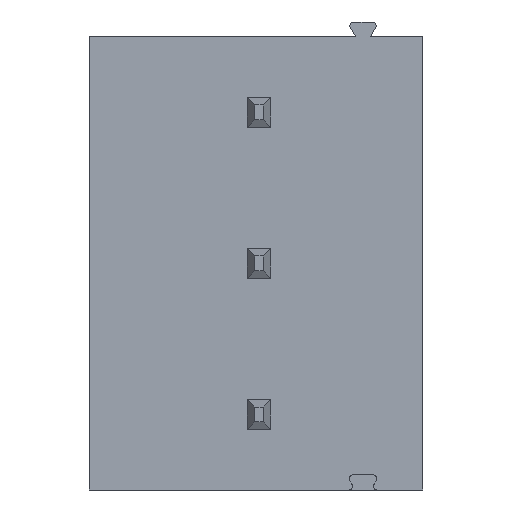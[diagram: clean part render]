
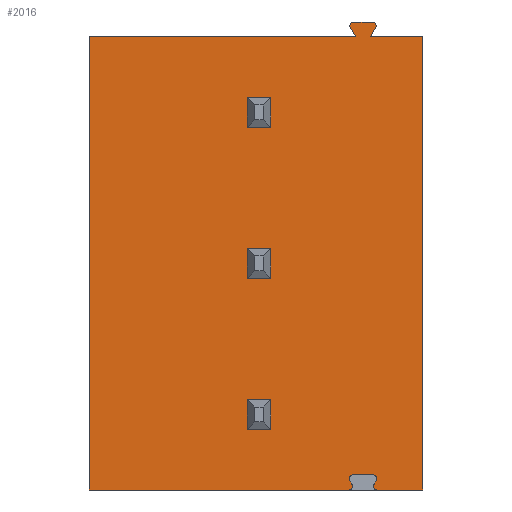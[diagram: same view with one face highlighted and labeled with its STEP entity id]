
A CAD part, front view. The second image highlights one B-rep face of the part: STEP entity #2016.
In plain terms, the highlighted planar face has unit normal (0, -1, 0).
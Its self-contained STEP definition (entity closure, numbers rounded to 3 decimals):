
#21=DIRECTION('',(1.,0.,0.));
#22=VECTOR('',#21,1.515);
#23=CARTESIAN_POINT('',(4.082,-9.,-12.7));
#24=LINE('',#23,#22);
#58=DIRECTION('',(1.,0.,0.));
#59=VECTOR('',#58,8.715);
#60=CARTESIAN_POINT('',(-5.603,-9.,-12.7));
#61=LINE('',#60,#59);
#102=DIRECTION('',(0.5,0.,-0.866));
#103=VECTOR('',#102,0.139);
#104=CARTESIAN_POINT('',(3.155,-9.,-12.385));
#105=LINE('',#104,#103);
#106=CARTESIAN_POINT('',(3.112,-9.,-12.57));
#107=DIRECTION('',(0.,-1.,0.));
#108=DIRECTION('',(0.,0.,-1.));
#109=AXIS2_PLACEMENT_3D('',#106,#107,#108);
#111=DIRECTION('',(0.,0.,1.));
#112=VECTOR('',#111,15.24);
#113=CARTESIAN_POINT('',(-5.603,-9.,-12.7));
#114=LINE('',#113,#112);
#115=DIRECTION('',(0.5,0.,-0.866));
#116=VECTOR('',#115,0.352);
#117=CARTESIAN_POINT('',(3.171,-9.,2.845));
#118=LINE('',#117,#116);
#119=CARTESIAN_POINT('',(3.283,-9.,2.91));
#120=DIRECTION('',(0.,-1.,0.));
#121=DIRECTION('',(0.,0.,1.));
#122=AXIS2_PLACEMENT_3D('',#119,#120,#121);
#124=DIRECTION('',(-1.,0.,0.));
#125=VECTOR('',#124,0.627);
#126=CARTESIAN_POINT('',(3.91,-9.,3.04));
#127=LINE('',#126,#125);
#128=CARTESIAN_POINT('',(3.91,-9.,2.91));
#129=DIRECTION('',(0.,-1.,0.));
#130=DIRECTION('',(0.866,0.,-0.5));
#131=AXIS2_PLACEMENT_3D('',#128,#129,#130);
#133=DIRECTION('',(0.5,0.,0.866));
#134=VECTOR('',#133,0.352);
#135=CARTESIAN_POINT('',(3.847,-9.,2.54));
#136=LINE('',#135,#134);
#137=CARTESIAN_POINT('',(4.082,-9.,-12.57));
#138=DIRECTION('',(0.,-1.,0.));
#139=DIRECTION('',(-0.866,0.,0.5));
#140=AXIS2_PLACEMENT_3D('',#137,#138,#139);
#142=DIRECTION('',(0.5,0.,0.866));
#143=VECTOR('',#142,0.139);
#144=CARTESIAN_POINT('',(3.969,-9.,-12.505));
#145=LINE('',#144,#143);
#146=CARTESIAN_POINT('',(3.926,-9.,-12.32));
#147=DIRECTION('',(0.,-1.,0.));
#148=DIRECTION('',(0.866,0.,-0.5));
#149=AXIS2_PLACEMENT_3D('',#146,#147,#148);
#151=DIRECTION('',(-1.,0.,0.));
#152=VECTOR('',#151,0.659);
#153=CARTESIAN_POINT('',(3.926,-9.,-12.19));
#154=LINE('',#153,#152);
#155=CARTESIAN_POINT('',(3.268,-9.,-12.32));
#156=DIRECTION('',(0.,-1.,0.));
#157=DIRECTION('',(0.,0.,1.));
#158=AXIS2_PLACEMENT_3D('',#155,#156,#157);
#160=DIRECTION('',(-1.,0.,0.));
#161=VECTOR('',#160,0.8);
#162=CARTESIAN_POINT('',(0.497,-9.,0.5));
#163=LINE('',#162,#161);
#164=DIRECTION('',(0.,0.,-1.));
#165=VECTOR('',#164,1.);
#166=CARTESIAN_POINT('',(-0.303,-9.,0.5));
#167=LINE('',#166,#165);
#168=DIRECTION('',(-1.,0.,0.));
#169=VECTOR('',#168,0.8);
#170=CARTESIAN_POINT('',(0.497,-9.,-0.5));
#171=LINE('',#170,#169);
#172=DIRECTION('',(0.,0.,-1.));
#173=VECTOR('',#172,1.);
#174=CARTESIAN_POINT('',(0.497,-9.,0.5));
#175=LINE('',#174,#173);
#176=DIRECTION('',(-1.,0.,0.));
#177=VECTOR('',#176,0.8);
#178=CARTESIAN_POINT('',(0.497,-9.,-4.58));
#179=LINE('',#178,#177);
#180=DIRECTION('',(0.,0.,-1.));
#181=VECTOR('',#180,1.);
#182=CARTESIAN_POINT('',(-0.303,-9.,-4.58));
#183=LINE('',#182,#181);
#184=DIRECTION('',(-1.,0.,0.));
#185=VECTOR('',#184,0.8);
#186=CARTESIAN_POINT('',(0.497,-9.,-5.58));
#187=LINE('',#186,#185);
#188=DIRECTION('',(0.,0.,-1.));
#189=VECTOR('',#188,1.);
#190=CARTESIAN_POINT('',(0.497,-9.,-4.58));
#191=LINE('',#190,#189);
#192=DIRECTION('',(-1.,0.,0.));
#193=VECTOR('',#192,0.8);
#194=CARTESIAN_POINT('',(0.497,-9.,-9.66));
#195=LINE('',#194,#193);
#196=DIRECTION('',(0.,0.,-1.));
#197=VECTOR('',#196,1.);
#198=CARTESIAN_POINT('',(-0.303,-9.,-9.66));
#199=LINE('',#198,#197);
#200=DIRECTION('',(-1.,0.,0.));
#201=VECTOR('',#200,0.8);
#202=CARTESIAN_POINT('',(0.497,-9.,-10.66));
#203=LINE('',#202,#201);
#204=DIRECTION('',(0.,0.,-1.));
#205=VECTOR('',#204,1.);
#206=CARTESIAN_POINT('',(0.497,-9.,-9.66));
#207=LINE('',#206,#205);
#306=DIRECTION('',(0.,0.,1.));
#307=VECTOR('',#306,15.24);
#308=CARTESIAN_POINT('',(5.597,-9.,-12.7));
#309=LINE('',#308,#307);
#366=DIRECTION('',(1.,0.,0.));
#367=VECTOR('',#366,8.95);
#368=CARTESIAN_POINT('',(-5.603,-9.,2.54));
#369=LINE('',#368,#367);
#403=DIRECTION('',(1.,0.,0.));
#404=VECTOR('',#403,1.75);
#405=CARTESIAN_POINT('',(3.847,-9.,2.54));
#406=LINE('',#405,#404);
#1475=CARTESIAN_POINT('',(5.597,-9.,-12.7));
#1477=VERTEX_POINT('',#1475);
#1491=CARTESIAN_POINT('',(-5.603,-9.,-12.7));
#1492=VERTEX_POINT('',#1491);
#1493=CARTESIAN_POINT('',(5.597,-9.,2.54));
#1495=VERTEX_POINT('',#1493);
#1509=CARTESIAN_POINT('',(-5.603,-9.,2.54));
#1510=VERTEX_POINT('',#1509);
#1531=CARTESIAN_POINT('',(3.91,-9.,3.04));
#1532=CARTESIAN_POINT('',(3.283,-9.,3.04));
#1533=VERTEX_POINT('',#1531);
#1534=VERTEX_POINT('',#1532);
#1535=CARTESIAN_POINT('',(3.171,-9.,2.845));
#1536=VERTEX_POINT('',#1535);
#1537=CARTESIAN_POINT('',(4.023,-9.,2.845));
#1538=VERTEX_POINT('',#1537);
#1551=CARTESIAN_POINT('',(3.347,-9.,2.54));
#1552=VERTEX_POINT('',#1551);
#1553=CARTESIAN_POINT('',(3.847,-9.,2.54));
#1554=VERTEX_POINT('',#1553);
#1571=CARTESIAN_POINT('',(3.112,-9.,-12.7));
#1572=VERTEX_POINT('',#1571);
#1573=CARTESIAN_POINT('',(4.082,-9.,-12.7));
#1574=VERTEX_POINT('',#1573);
#1575=CARTESIAN_POINT('',(3.155,-9.,-12.385));
#1576=CARTESIAN_POINT('',(3.224,-9.,-12.505));
#1577=VERTEX_POINT('',#1575);
#1578=VERTEX_POINT('',#1576);
#1579=CARTESIAN_POINT('',(3.969,-9.,-12.505));
#1580=VERTEX_POINT('',#1579);
#1581=CARTESIAN_POINT('',(4.039,-9.,-12.385));
#1582=VERTEX_POINT('',#1581);
#1583=CARTESIAN_POINT('',(3.926,-9.,-12.19));
#1584=VERTEX_POINT('',#1583);
#1585=CARTESIAN_POINT('',(3.268,-9.,-12.19));
#1586=VERTEX_POINT('',#1585);
#1615=CARTESIAN_POINT('',(0.497,-9.,0.5));
#1616=CARTESIAN_POINT('',(-0.303,-9.,0.5));
#1617=VERTEX_POINT('',#1615);
#1618=VERTEX_POINT('',#1616);
#1619=CARTESIAN_POINT('',(0.497,-9.,-0.5));
#1620=CARTESIAN_POINT('',(-0.303,-9.,-0.5));
#1621=VERTEX_POINT('',#1619);
#1622=VERTEX_POINT('',#1620);
#1719=CARTESIAN_POINT('',(0.497,-9.,-4.58));
#1720=VERTEX_POINT('',#1719);
#1721=CARTESIAN_POINT('',(-0.303,-9.,-4.58));
#1722=VERTEX_POINT('',#1721);
#1723=CARTESIAN_POINT('',(0.497,-9.,-5.58));
#1724=VERTEX_POINT('',#1723);
#1725=CARTESIAN_POINT('',(-0.303,-9.,-5.58));
#1726=VERTEX_POINT('',#1725);
#1795=CARTESIAN_POINT('',(0.497,-9.,-9.66));
#1796=VERTEX_POINT('',#1795);
#1797=CARTESIAN_POINT('',(-0.303,-9.,-9.66));
#1798=VERTEX_POINT('',#1797);
#1799=CARTESIAN_POINT('',(0.497,-9.,-10.66));
#1800=VERTEX_POINT('',#1799);
#1801=CARTESIAN_POINT('',(-0.303,-9.,-10.66));
#1802=VERTEX_POINT('',#1801);
#1946=CARTESIAN_POINT('',(-5.603,-9.,-12.7));
#1947=DIRECTION('',(0.,-1.,0.));
#1948=DIRECTION('',(1.,0.,0.));
#1949=AXIS2_PLACEMENT_3D('',#1946,#1947,#1948);
#1950=PLANE('',#1949);
#1952=ORIENTED_EDGE('',*,*,#1951,.T.);
#1953=ORIENTED_EDGE('',*,*,#1938,.F.);
#1954=ORIENTED_EDGE('',*,*,#1902,.F.);
#1956=ORIENTED_EDGE('',*,*,#1955,.T.);
#1958=ORIENTED_EDGE('',*,*,#1957,.T.);
#1960=ORIENTED_EDGE('',*,*,#1959,.F.);
#1962=ORIENTED_EDGE('',*,*,#1961,.F.);
#1964=ORIENTED_EDGE('',*,*,#1963,.F.);
#1966=ORIENTED_EDGE('',*,*,#1965,.F.);
#1968=ORIENTED_EDGE('',*,*,#1967,.F.);
#1970=ORIENTED_EDGE('',*,*,#1969,.T.);
#1972=ORIENTED_EDGE('',*,*,#1971,.F.);
#1973=ORIENTED_EDGE('',*,*,#1884,.F.);
#1975=ORIENTED_EDGE('',*,*,#1974,.F.);
#1977=ORIENTED_EDGE('',*,*,#1976,.T.);
#1979=ORIENTED_EDGE('',*,*,#1978,.T.);
#1981=ORIENTED_EDGE('',*,*,#1980,.T.);
#1983=ORIENTED_EDGE('',*,*,#1982,.T.);
#1984=EDGE_LOOP('',(#1952,#1953,#1954,#1956,#1958,#1960,#1962,#1964,#1966,#1968,
#1970,#1972,#1973,#1975,#1977,#1979,#1981,#1983));
#1985=FACE_OUTER_BOUND('',#1984,.F.);
#1987=ORIENTED_EDGE('',*,*,#1986,.T.);
#1989=ORIENTED_EDGE('',*,*,#1988,.T.);
#1991=ORIENTED_EDGE('',*,*,#1990,.F.);
#1993=ORIENTED_EDGE('',*,*,#1992,.F.);
#1994=EDGE_LOOP('',(#1987,#1989,#1991,#1993));
#1995=FACE_BOUND('',#1994,.F.);
#1997=ORIENTED_EDGE('',*,*,#1996,.T.);
#1999=ORIENTED_EDGE('',*,*,#1998,.T.);
#2001=ORIENTED_EDGE('',*,*,#2000,.F.);
#2003=ORIENTED_EDGE('',*,*,#2002,.F.);
#2004=EDGE_LOOP('',(#1997,#1999,#2001,#2003));
#2005=FACE_BOUND('',#2004,.F.);
#2007=ORIENTED_EDGE('',*,*,#2006,.T.);
#2009=ORIENTED_EDGE('',*,*,#2008,.T.);
#2011=ORIENTED_EDGE('',*,*,#2010,.F.);
#2013=ORIENTED_EDGE('',*,*,#2012,.F.);
#2014=EDGE_LOOP('',(#2007,#2009,#2011,#2013));
#2015=FACE_BOUND('',#2014,.F.);
#110=CIRCLE('',#109,0.13);
#123=CIRCLE('',#122,0.13);
#132=CIRCLE('',#131,0.13);
#141=CIRCLE('',#140,0.13);
#150=CIRCLE('',#149,0.13);
#159=CIRCLE('',#158,0.13);
#1884=EDGE_CURVE('',#1574,#1477,#24,.T.);
#1902=EDGE_CURVE('',#1492,#1572,#61,.T.);
#1938=EDGE_CURVE('',#1572,#1578,#110,.T.);
#1951=EDGE_CURVE('',#1577,#1578,#105,.T.);
#1955=EDGE_CURVE('',#1492,#1510,#114,.T.);
#1957=EDGE_CURVE('',#1510,#1552,#369,.T.);
#1959=EDGE_CURVE('',#1536,#1552,#118,.T.);
#1961=EDGE_CURVE('',#1534,#1536,#123,.T.);
#1963=EDGE_CURVE('',#1533,#1534,#127,.T.);
#1965=EDGE_CURVE('',#1538,#1533,#132,.T.);
#1967=EDGE_CURVE('',#1554,#1538,#136,.T.);
#1969=EDGE_CURVE('',#1554,#1495,#406,.T.);
#1971=EDGE_CURVE('',#1477,#1495,#309,.T.);
#1974=EDGE_CURVE('',#1580,#1574,#141,.T.);
#1976=EDGE_CURVE('',#1580,#1582,#145,.T.);
#1978=EDGE_CURVE('',#1582,#1584,#150,.T.);
#1980=EDGE_CURVE('',#1584,#1586,#154,.T.);
#1982=EDGE_CURVE('',#1586,#1577,#159,.T.);
#1986=EDGE_CURVE('',#1617,#1618,#163,.T.);
#1988=EDGE_CURVE('',#1618,#1622,#167,.T.);
#1990=EDGE_CURVE('',#1621,#1622,#171,.T.);
#1992=EDGE_CURVE('',#1617,#1621,#175,.T.);
#1996=EDGE_CURVE('',#1720,#1722,#179,.T.);
#1998=EDGE_CURVE('',#1722,#1726,#183,.T.);
#2000=EDGE_CURVE('',#1724,#1726,#187,.T.);
#2002=EDGE_CURVE('',#1720,#1724,#191,.T.);
#2006=EDGE_CURVE('',#1796,#1798,#195,.T.);
#2008=EDGE_CURVE('',#1798,#1802,#199,.T.);
#2010=EDGE_CURVE('',#1800,#1802,#203,.T.);
#2012=EDGE_CURVE('',#1796,#1800,#207,.T.);
#2016=ADVANCED_FACE('',(#1985,#1995,#2005,#2015),#1950,.T.);
